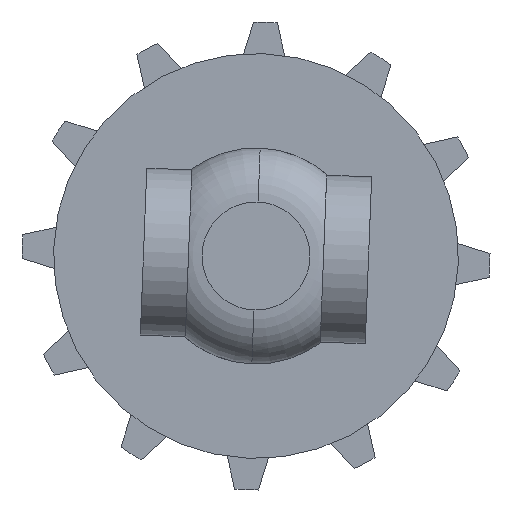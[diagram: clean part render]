
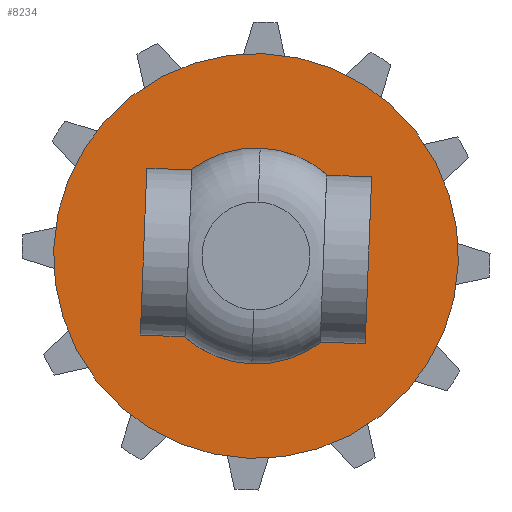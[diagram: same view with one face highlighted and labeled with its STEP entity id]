
A CAD part, front view. The second image highlights one B-rep face of the part: STEP entity #8234.
In plain terms, the highlighted planar face has unit normal (0, -1, 0).
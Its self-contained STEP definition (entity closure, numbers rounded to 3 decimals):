
#115 = CIRCLE ( 'NONE', #3844, 22.5 ) ;
#904 = DIRECTION ( 'NONE',  ( 0., 0., 1. ) ) ;
#948 = DIRECTION ( 'NONE',  ( 0., 0., 1. ) ) ;
#1024 = DIRECTION ( 'NONE',  ( 0., -1., 0. ) ) ;
#2927 = EDGE_CURVE ( 'NONE', #4838, #12934, #6950, .T. ) ;
#3622 = FACE_BOUND ( 'NONE', #13153, .T. ) ;
#3698 = PLANE ( 'NONE',  #14645 ) ;
#3761 = CARTESIAN_POINT ( 'NONE',  ( 0., 0., 0. ) ) ;
#3801 = CARTESIAN_POINT ( 'NONE',  ( 0., 0., 12. ) ) ;
#3844 = AXIS2_PLACEMENT_3D ( 'NONE', #18769, #14299, #948 ) ;
#4309 = CARTESIAN_POINT ( 'NONE',  ( 0., 0., 0. ) ) ;
#4427 = CIRCLE ( 'NONE', #10124, 12. ) ;
#4838 = VERTEX_POINT ( 'NONE', #11691 ) ;
#5016 = CARTESIAN_POINT ( 'NONE',  ( 0., 0., -12. ) ) ;
#5180 = DIRECTION ( 'NONE',  ( 0., 0., 1. ) ) ;
#5469 = CIRCLE ( 'NONE', #18101, 12. ) ;
#5708 = EDGE_LOOP ( 'NONE', ( #14736, #15844 ) ) ;
#6097 = CARTESIAN_POINT ( 'NONE',  ( 0., 0., 0. ) ) ;
#6328 = EDGE_CURVE ( 'NONE', #17883, #11522, #5469, .T. ) ;
#6421 = AXIS2_PLACEMENT_3D ( 'NONE', #4309, #8750, #18884 ) ;
#6950 = CIRCLE ( 'NONE', #6421, 22.5 ) ;
#7510 = DIRECTION ( 'NONE',  ( 0., 0., 1. ) ) ;
#8234 = ADVANCED_FACE ( 'NONE', ( #3622, #10020 ), #3698, .F. ) ;
#8750 = DIRECTION ( 'NONE',  ( 0., 1., 0. ) ) ;
#10020 = FACE_OUTER_BOUND ( 'NONE', #5708, .T. ) ;
#10124 = AXIS2_PLACEMENT_3D ( 'NONE', #6097, #10386, #7510 ) ;
#10386 = DIRECTION ( 'NONE',  ( 0., -1., 0. ) ) ;
#11522 = VERTEX_POINT ( 'NONE', #5016 ) ;
#11691 = CARTESIAN_POINT ( 'NONE',  ( 0., 0., 22.5 ) ) ;
#11937 = ORIENTED_EDGE ( 'NONE', *, *, #6328, .F. ) ;
#12384 = ORIENTED_EDGE ( 'NONE', *, *, #15258, .F. ) ;
#12934 = VERTEX_POINT ( 'NONE', #18339 ) ;
#13153 = EDGE_LOOP ( 'NONE', ( #11937, #12384 ) ) ;
#13987 = CARTESIAN_POINT ( 'NONE',  ( 0., 0., 0. ) ) ;
#14299 = DIRECTION ( 'NONE',  ( 0., 1., 0. ) ) ;
#14645 = AXIS2_PLACEMENT_3D ( 'NONE', #13987, #17022, #5180 ) ;
#14736 = ORIENTED_EDGE ( 'NONE', *, *, #17043, .F. ) ;
#15258 = EDGE_CURVE ( 'NONE', #11522, #17883, #4427, .T. ) ;
#15844 = ORIENTED_EDGE ( 'NONE', *, *, #2927, .F. ) ;
#17022 = DIRECTION ( 'NONE',  ( 0., 1., 0. ) ) ;
#17043 = EDGE_CURVE ( 'NONE', #12934, #4838, #115, .T. ) ;
#17883 = VERTEX_POINT ( 'NONE', #3801 ) ;
#18101 = AXIS2_PLACEMENT_3D ( 'NONE', #3761, #1024, #904 ) ;
#18339 = CARTESIAN_POINT ( 'NONE',  ( 0., 0., -22.5 ) ) ;
#18769 = CARTESIAN_POINT ( 'NONE',  ( 0., 0., 0. ) ) ;
#18884 = DIRECTION ( 'NONE',  ( 0., 0., 1. ) ) ;
